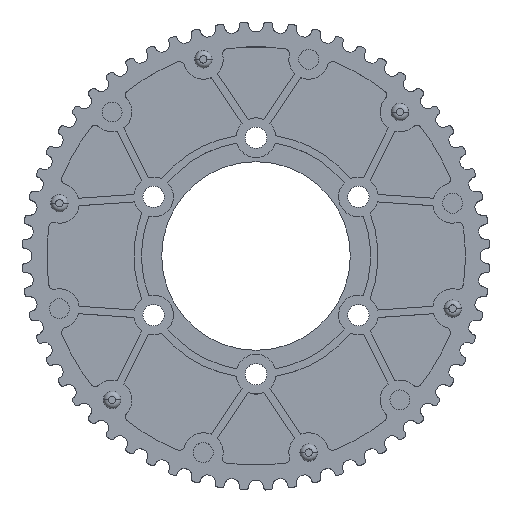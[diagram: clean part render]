
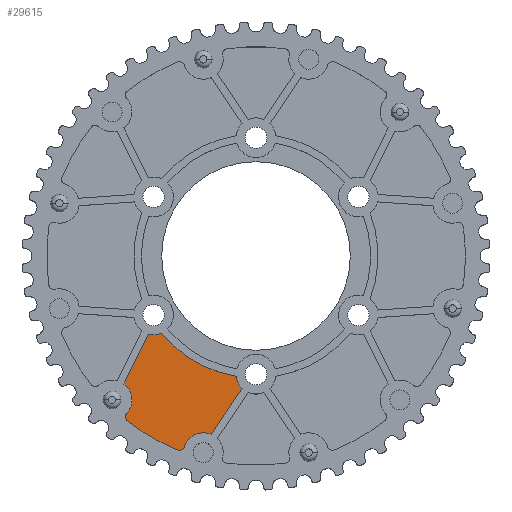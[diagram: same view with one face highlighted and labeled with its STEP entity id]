
A CAD part, top view. The second image highlights one B-rep face of the part: STEP entity #29615.
In plain terms, the highlighted planar face has unit normal (0, 0, 1).
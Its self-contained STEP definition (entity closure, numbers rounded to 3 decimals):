
#498 = VERTEX_POINT ( 'NONE', #29501 ) ;
#623 = CIRCLE ( 'NONE', #29144, 1. ) ;
#1132 = CIRCLE ( 'NONE', #1979, 42.143 ) ;
#1199 = DIRECTION ( 'NONE',  ( 0., 0., 1. ) ) ;
#1979 = AXIS2_PLACEMENT_3D ( 'NONE', #21834, #48652, #25703 ) ;
#2275 = ORIENTED_EDGE ( 'NONE', *, *, #42839, .T. ) ;
#2338 = EDGE_CURVE ( 'NONE', #46163, #498, #25568, .T. ) ;
#2344 = EDGE_LOOP ( 'NONE', ( #3214, #16999, #4323, #20491, #27143, #12677, #48028, #15604, #39578, #2275, #5876 ) ) ;
#3214 = ORIENTED_EDGE ( 'NONE', *, *, #39722, .F. ) ;
#3428 = DIRECTION ( 'NONE',  ( 0., 0., 1. ) ) ;
#4089 = VERTEX_POINT ( 'NONE', #25688 ) ;
#4323 = ORIENTED_EDGE ( 'NONE', *, *, #4336, .T. ) ;
#4336 = EDGE_CURVE ( 'NONE', #39453, #20814, #44538, .T. ) ;
#4676 = EDGE_CURVE ( 'NONE', #7770, #28854, #623, .T. ) ;
#4812 = CARTESIAN_POINT ( 'NONE',  ( -28.991, -28.991, -1.162 ) ) ;
#4865 = LINE ( 'NONE', #20127, #34293 ) ;
#5415 = AXIS2_PLACEMENT_3D ( 'NONE', #20107, #46951, #24016 ) ;
#5876 = ORIENTED_EDGE ( 'NONE', *, *, #24886, .F. ) ;
#6379 = DIRECTION ( 'NONE',  ( 0., 0., 1. ) ) ;
#6895 = AXIS2_PLACEMENT_3D ( 'NONE', #4812, #31693, #8682 ) ;
#7770 = VERTEX_POINT ( 'NONE', #31056 ) ;
#8550 = CARTESIAN_POINT ( 'NONE',  ( -10.612, -39.603, -1.162 ) ) ;
#8682 = DIRECTION ( 'NONE',  ( 1., 0., 0. ) ) ;
#11900 = AXIS2_PLACEMENT_3D ( 'NONE', #13747, #40576, #17563 ) ;
#12405 = DIRECTION ( 'NONE',  ( 1., 0., 0. ) ) ;
#12677 = ORIENTED_EDGE ( 'NONE', *, *, #4676, .T. ) ;
#13747 = CARTESIAN_POINT ( 'NONE',  ( 0., -23.813, -1.162 ) ) ;
#13776 = CIRCLE ( 'NONE', #11900, 4. ) ;
#15604 = ORIENTED_EDGE ( 'NONE', *, *, #2338, .T. ) ;
#16999 = ORIENTED_EDGE ( 'NONE', *, *, #24297, .T. ) ;
#17015 = CARTESIAN_POINT ( 'NONE',  ( 0., 0., -1.162 ) ) ;
#17563 = DIRECTION ( 'NONE',  ( 1., 0., 0. ) ) ;
#17986 = VERTEX_POINT ( 'NONE', #45500 ) ;
#19108 = AXIS2_PLACEMENT_3D ( 'NONE', #8550, #35385, #12405 ) ;
#20081 = EDGE_CURVE ( 'NONE', #4089, #7770, #1132, .T. ) ;
#20107 = CARTESIAN_POINT ( 'NONE',  ( -28.991, -28.991, -1.162 ) ) ;
#20127 = CARTESIAN_POINT ( 'NONE',  ( -11.905, 4.185, -1.162 ) ) ;
#20381 = EDGE_CURVE ( 'NONE', #28854, #46163, #39507, .T. ) ;
#20491 = ORIENTED_EDGE ( 'NONE', *, *, #38101, .T. ) ;
#20784 = CARTESIAN_POINT ( 'NONE',  ( -26.589, -25.793, -1.163 ) ) ;
#20814 = VERTEX_POINT ( 'NONE', #26810 ) ;
#20911 = DIRECTION ( 'NONE',  ( 1., 0., 0. ) ) ;
#21112 = CARTESIAN_POINT ( 'NONE',  ( -15.397, -38.153, -1.162 ) ) ;
#21372 = AXIS2_PLACEMENT_3D ( 'NONE', #26481, #3428, #30333 ) ;
#21834 = CARTESIAN_POINT ( 'NONE',  ( 0., 0., -1.162 ) ) ;
#24016 = DIRECTION ( 'NONE',  ( 1., 0., 0. ) ) ;
#24267 = CARTESIAN_POINT ( 'NONE',  ( -20.622, -11.906, -1.162 ) ) ;
#24297 = EDGE_CURVE ( 'NONE', #34146, #39453, #43971, .T. ) ;
#24886 = EDGE_CURVE ( 'NONE', #49731, #17986, #36744, .T. ) ;
#24991 = DIRECTION ( 'NONE',  ( 1., 0., 0. ) ) ;
#25568 = LINE ( 'NONE', #39161, #44730 ) ;
#25688 = CARTESIAN_POINT ( 'NONE',  ( -25.959, -33.199, -1.163 ) ) ;
#25703 = DIRECTION ( 'NONE',  ( 1., 0., 0. ) ) ;
#26074 = CIRCLE ( 'NONE', #21372, 1. ) ;
#26481 = CARTESIAN_POINT ( 'NONE',  ( -25.343, -32.411, -1.162 ) ) ;
#26810 = CARTESIAN_POINT ( 'NONE',  ( -26.073, -31.727, -1.163 ) ) ;
#27143 = ORIENTED_EDGE ( 'NONE', *, *, #20081, .T. ) ;
#28173 = DIRECTION ( 'NONE',  ( 1., 0., 0. ) ) ;
#28854 = VERTEX_POINT ( 'NONE', #31490 ) ;
#29144 = AXIS2_PLACEMENT_3D ( 'NONE', #21112, #47944, #24991 ) ;
#29501 = CARTESIAN_POINT ( 'NONE',  ( -2.814, -26.655, -1.163 ) ) ;
#29615 = ADVANCED_FACE ( 'NONE', ( #46495 ), #36926, .T. ) ;
#29994 = VERTEX_POINT ( 'NONE', #31877 ) ;
#30012 = CIRCLE ( 'NONE', #47983, 24.563 ) ;
#30333 = DIRECTION ( 'NONE',  ( 1., 0., 0. ) ) ;
#31056 = CARTESIAN_POINT ( 'NONE',  ( -15.771, -39.081, -1.163 ) ) ;
#31490 = CARTESIAN_POINT ( 'NONE',  ( -14.44, -38.443, -1.163 ) ) ;
#31693 = DIRECTION ( 'NONE',  ( 0., 0., -1. ) ) ;
#31750 = DIRECTION ( 'NONE',  ( 0.44, 0.898, 0. ) ) ;
#31877 = CARTESIAN_POINT ( 'NONE',  ( -3.977, -24.238, -1.163 ) ) ;
#33234 = DIRECTION ( 'NONE',  ( 1., 0., 0. ) ) ;
#34146 = VERTEX_POINT ( 'NONE', #20784 ) ;
#34214 = EDGE_CURVE ( 'NONE', #29994, #498, #13776, .T. ) ;
#34293 = VECTOR ( 'NONE', #31750, 1000. ) ;
#35385 = DIRECTION ( 'NONE',  ( 0., 0., -1. ) ) ;
#36744 = CIRCLE ( 'NONE', #44632, 4. ) ;
#36926 = PLANE ( 'NONE',  #43836 ) ;
#37459 = CARTESIAN_POINT ( 'NONE',  ( -24.991, -28.991, -1.162 ) ) ;
#38101 = EDGE_CURVE ( 'NONE', #20814, #4089, #26074, .T. ) ;
#38166 = DIRECTION ( 'NONE',  ( 0.558, 0.83, 0. ) ) ;
#39161 = CARTESIAN_POINT ( 'NONE',  ( 8.03, -10.518, -1.162 ) ) ;
#39453 = VERTEX_POINT ( 'NONE', #37459 ) ;
#39507 = CIRCLE ( 'NONE', #19108, 4. ) ;
#39578 = ORIENTED_EDGE ( 'NONE', *, *, #34214, .F. ) ;
#39722 = EDGE_CURVE ( 'NONE', #34146, #49731, #4865, .T. ) ;
#40576 = DIRECTION ( 'NONE',  ( 0., 0., 1. ) ) ;
#42188 = CARTESIAN_POINT ( 'NONE',  ( -21.677, -15.765, -1.163 ) ) ;
#42839 = EDGE_CURVE ( 'NONE', #29994, #17986, #30012, .T. ) ;
#43836 = AXIS2_PLACEMENT_3D ( 'NONE', #48490, #6379, #33234 ) ;
#43877 = DIRECTION ( 'NONE',  ( 0., 0., -1. ) ) ;
#43971 = CIRCLE ( 'NONE', #5415, 4. ) ;
#44538 = CIRCLE ( 'NONE', #6895, 4. ) ;
#44632 = AXIS2_PLACEMENT_3D ( 'NONE', #24267, #1199, #28173 ) ;
#44730 = VECTOR ( 'NONE', #38166, 1000. ) ;
#45500 = CARTESIAN_POINT ( 'NONE',  ( -19.002, -15.564, -1.163 ) ) ;
#46163 = VERTEX_POINT ( 'NONE', #47253 ) ;
#46495 = FACE_OUTER_BOUND ( 'NONE', #2344, .T. ) ;
#46951 = DIRECTION ( 'NONE',  ( 0., 0., -1. ) ) ;
#47253 = CARTESIAN_POINT ( 'NONE',  ( -9.043, -35.924, -1.163 ) ) ;
#47944 = DIRECTION ( 'NONE',  ( 0., 0., 1. ) ) ;
#47983 = AXIS2_PLACEMENT_3D ( 'NONE', #17015, #43877, #20911 ) ;
#48028 = ORIENTED_EDGE ( 'NONE', *, *, #20381, .T. ) ;
#48490 = CARTESIAN_POINT ( 'NONE',  ( -19.077, 7.698, -1.162 ) ) ;
#48652 = DIRECTION ( 'NONE',  ( 0., 0., 1. ) ) ;
#49731 = VERTEX_POINT ( 'NONE', #42188 ) ;
